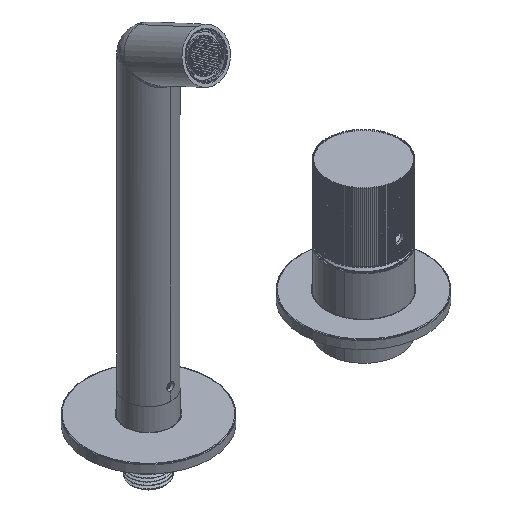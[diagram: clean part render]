
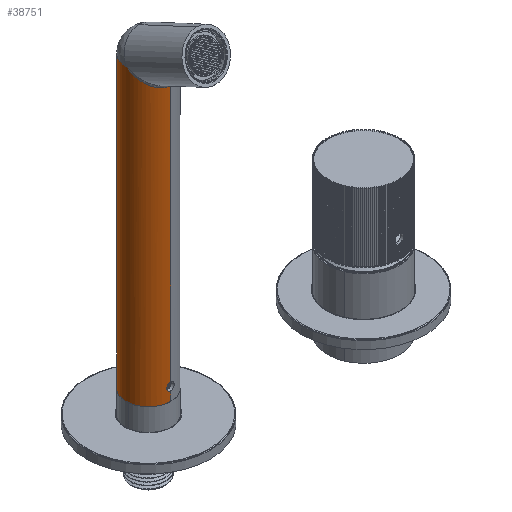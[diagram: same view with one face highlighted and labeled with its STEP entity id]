
A CAD part, isometric view. The second image highlights one B-rep face of the part: STEP entity #38751.
In plain terms, the highlighted cylindrical face has radius 13 mm (diameter 26 mm), a partial arc.
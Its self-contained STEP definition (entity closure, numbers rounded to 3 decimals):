
#37861=CARTESIAN_POINT('',(0.,-13.,
86.092));
#37862=CARTESIAN_POINT('',(-0.187,-13.,
86.092));
#37863=CARTESIAN_POINT('',(-0.561,-12.992,
86.043));
#37864=CARTESIAN_POINT('',(-1.085,-12.958,
85.826));
#37865=CARTESIAN_POINT('',(-1.537,-12.911,
85.48));
#37866=CARTESIAN_POINT('',(-1.884,-12.864,
85.028));
#37867=CARTESIAN_POINT('',(-2.101,-12.829,
84.503));
#37868=CARTESIAN_POINT('',(-2.15,-12.821,84.129));
#37869=CARTESIAN_POINT('',(-2.15,-12.821,83.942));
#37903=CARTESIAN_POINT('',(-2.15,-12.821,83.942));
#37904=CARTESIAN_POINT('',(-2.15,-12.821,83.718));
#37905=CARTESIAN_POINT('',(-2.079,-12.833,
83.269));
#37906=CARTESIAN_POINT('',(-1.771,-12.881,
82.66));
#37907=CARTESIAN_POINT('',(-1.284,-12.94,
82.173));
#37908=CARTESIAN_POINT('',(-0.673,-12.988,
81.862));
#37909=CARTESIAN_POINT('',(-0.224,-13.,
81.792));
#37910=CARTESIAN_POINT('',(0.,-13.,
81.792));
#37922=DIRECTION('',(0.,0.,-1.));
#37923=VECTOR('',#37922,5.35);
#37924=CARTESIAN_POINT('',(0.,-13.,
81.792));
#37925=LINE('',#37924,#37923);
#37926=DIRECTION('',(0.,0.,-1.));
#37927=VECTOR('',#37926,168.448);
#37928=CARTESIAN_POINT('',(0.,13.,244.89));
#37929=LINE('',#37928,#37927);
#37930=CARTESIAN_POINT('',(0.,-13.,
235.334));
#37931=CARTESIAN_POINT('',(-0.734,-13.,
235.332));
#37932=CARTESIAN_POINT('',(-2.222,-12.875,
235.427));
#37933=CARTESIAN_POINT('',(-4.436,-12.293,235.853));
#37934=CARTESIAN_POINT('',(-6.58,-11.298,
236.585));
#37935=CARTESIAN_POINT('',(-8.604,-9.856,
237.645));
#37936=CARTESIAN_POINT('',(-10.401,-7.951,
239.046));
#37937=CARTESIAN_POINT('',(-11.841,-5.606,
240.768));
#37938=CARTESIAN_POINT('',(-12.783,-2.895,
242.767));
#37939=CARTESIAN_POINT('',(-13.,-0.972,244.165));
#37940=CARTESIAN_POINT('',(-13.,0.,244.89));
#37942=DIRECTION('',(0.,0.,-1.));
#37943=VECTOR('',#37942,149.242);
#37944=CARTESIAN_POINT('',(0.,-13.,
235.334));
#37945=LINE('',#37944,#37943);
#37961=CARTESIAN_POINT('',(0.,0.,76.442));
#37962=DIRECTION('',(0.,0.,-1.));
#37963=DIRECTION('',(0.,-1.,0.));
#37964=AXIS2_PLACEMENT_3D('',#37961,#37962,#37963);
#38041=CARTESIAN_POINT('',(0.,0.,244.89));
#38042=DIRECTION('',(0.,0.,1.));
#38043=DIRECTION('',(0.,1.,0.));
#38044=AXIS2_PLACEMENT_3D('',#38041,#38042,#38043);
#38068=CARTESIAN_POINT('',(0.,-13.,
235.334));
#38069=CARTESIAN_POINT('',(0.,-13.,
86.092));
#38070=VERTEX_POINT('',#38068);
#38071=VERTEX_POINT('',#38069);
#38072=CARTESIAN_POINT('',(0.,13.,244.89));
#38073=CARTESIAN_POINT('',(0.,13.,76.442));
#38074=VERTEX_POINT('',#38072);
#38075=VERTEX_POINT('',#38073);
#38076=CARTESIAN_POINT('',(0.,-13.,
81.792));
#38077=CARTESIAN_POINT('',(0.,-13.,76.442));
#38078=VERTEX_POINT('',#38076);
#38079=VERTEX_POINT('',#38077);
#38081=CARTESIAN_POINT('',(-13.,0.,244.89));
#38082=VERTEX_POINT('',#38081);
#38144=CARTESIAN_POINT('',(-2.15,-12.821,83.942));
#38146=VERTEX_POINT('',#38144);
#38734=CARTESIAN_POINT('',(0.,0.,244.89));
#38735=DIRECTION('',(0.,0.,-1.));
#38736=DIRECTION('',(0.,1.,0.));
#38737=AXIS2_PLACEMENT_3D('',#38734,#38735,#38736);
#38738=CYLINDRICAL_SURFACE('',#38737,13.);
#38739=ORIENTED_EDGE('',*,*,#38689,.T.);
#38740=ORIENTED_EDGE('',*,*,#38726,.T.);
#38741=ORIENTED_EDGE('',*,*,#38671,.T.);
#38743=ORIENTED_EDGE('',*,*,#38742,.T.);
#38744=ORIENTED_EDGE('',*,*,#38667,.F.);
#38746=ORIENTED_EDGE('',*,*,#38745,.T.);
#38747=ORIENTED_EDGE('',*,*,#38650,.F.);
#38748=ORIENTED_EDGE('',*,*,#38662,.T.);
#38749=EDGE_LOOP('',(#38739,#38740,#38741,#38743,#38744,#38746,#38747,#38748));
#38750=FACE_OUTER_BOUND('',#38749,.F.);
#38751=ADVANCED_FACE('',(#38750),#38738,.T.);
#37870=B_SPLINE_CURVE_WITH_KNOTS('',3,(#37861,#37862,#37863,#37864,#37865,
#37866,#37867,#37868,#37869),.UNSPECIFIED.,.F.,.F.,(4,1,1,1,1,1,4),(0.,
0.167,0.333,0.5,0.667,0.833,
1.),.UNSPECIFIED.);
#37911=B_SPLINE_CURVE_WITH_KNOTS('',3,(#37903,#37904,#37905,#37906,#37907,
#37908,#37909,#37910),.UNSPECIFIED.,.F.,.F.,(4,1,1,1,1,4),(0.,0.2,0.4,
0.6,0.8,1.),.UNSPECIFIED.);
#37941=B_SPLINE_CURVE_WITH_KNOTS('',3,(#37930,#37931,#37932,#37933,#37934,
#37935,#37936,#37937,#37938,#37939,#37940),.UNSPECIFIED.,.F.,.F.,(4,1,1,1,1,1,1,
1,4),(0.,0.125,0.25,0.375,0.5,0.625,0.75,0.875,1.),
.UNSPECIFIED.);
#37965=CIRCLE('',#37964,13.);
#38045=CIRCLE('',#38044,13.);
#38650=EDGE_CURVE('',#38070,#38082,#37941,.T.);
#38662=EDGE_CURVE('',#38070,#38071,#37945,.T.);
#38667=EDGE_CURVE('',#38074,#38075,#37929,.T.);
#38671=EDGE_CURVE('',#38078,#38079,#37925,.T.);
#38689=EDGE_CURVE('',#38071,#38146,#37870,.T.);
#38726=EDGE_CURVE('',#38146,#38078,#37911,.T.);
#38742=EDGE_CURVE('',#38079,#38075,#37965,.T.);
#38745=EDGE_CURVE('',#38074,#38082,#38045,.T.);
